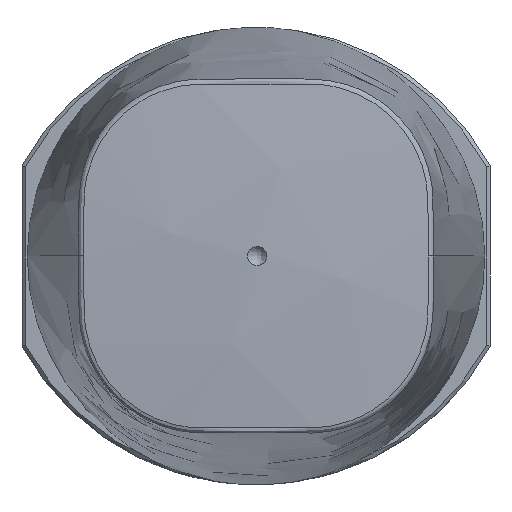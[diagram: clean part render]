
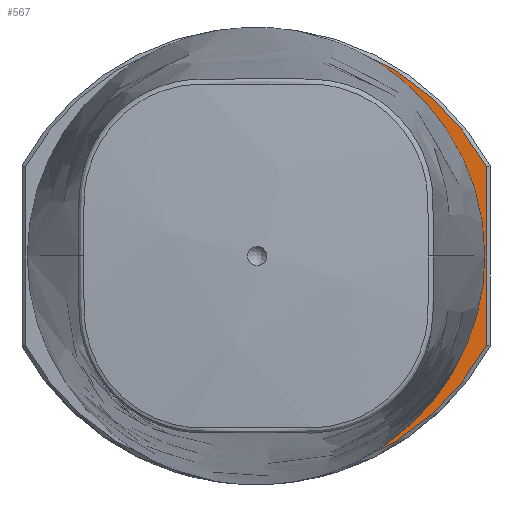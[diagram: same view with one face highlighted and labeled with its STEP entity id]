
A CAD part, front view. The second image highlights one B-rep face of the part: STEP entity #567.
In plain terms, the highlighted planar face has unit normal (0, -1, 0).
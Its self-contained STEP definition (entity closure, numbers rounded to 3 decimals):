
#10 = CARTESIAN_POINT ( 'NONE',  ( 19.129, 6.304, 147.511 ) ) ;
#49 = PLANE ( 'NONE',  #362 ) ;
#84 = CARTESIAN_POINT ( 'NONE',  ( 19.598, 6.304, 148.863 ) ) ;
#362 = AXIS2_PLACEMENT_3D ( 'NONE', #7003, #877, #6237 ) ;
#532 = CARTESIAN_POINT ( 'NONE',  ( 0., 6.304, 158.387 ) ) ;
#567 = ADVANCED_FACE ( 'NONE', ( #7767 ), #49, .T. ) ;
#641 = CARTESIAN_POINT ( 'NONE',  ( 17.559, 6.304, 165.625 ) ) ;
#684 = CARTESIAN_POINT ( 'NONE',  ( 20.27, 6.304, 158.277 ) ) ;
#877 = DIRECTION ( 'NONE',  ( 0., -1., 0. ) ) ;
#1470 = CARTESIAN_POINT ( 'NONE',  ( 16.426, 6.304, 167.446 ) ) ;
#1495 = DIRECTION ( 'NONE',  ( 0., 0., -1. ) ) ;
#1556 = CARTESIAN_POINT ( 'NONE',  ( 20.531, 6.304, 155.917 ) ) ;
#1794 = CARTESIAN_POINT ( 'NONE',  ( 10.763, 6.304, 137.396 ) ) ;
#1906 = CARTESIAN_POINT ( 'NONE',  ( 16.414, 6.304, 142.505 ) ) ;
#1934 = EDGE_LOOP ( 'NONE', ( #5243, #4290, #5720, #7486, #10781 ) ) ;
#2082 = CARTESIAN_POINT ( 'NONE',  ( 20.7, 6.304, 146.983 ) ) ;
#2165 = CARTESIAN_POINT ( 'NONE',  ( 20.7, 6.304, 154.984 ) ) ;
#2203 = VERTEX_POINT ( 'NONE', #2629 ) ;
#2444 = CARTESIAN_POINT ( 'NONE',  ( 17.653, 6.304, 165.469 ) ) ;
#2488 = CARTESIAN_POINT ( 'NONE',  ( 19.755, 6.304, 160.575 ) ) ;
#2629 = CARTESIAN_POINT ( 'NONE',  ( 9.046, 6.304, 136.553 ) ) ;
#2744 = CARTESIAN_POINT ( 'NONE',  ( 19.726, 6.304, 149.291 ) ) ;
#2785 = CARTESIAN_POINT ( 'NONE',  ( 19.676, 6.304, 149.12 ) ) ;
#2822 = AXIS2_PLACEMENT_3D ( 'NONE', #532, #10388, #3296 ) ;
#3285 = CARTESIAN_POINT ( 'NONE',  ( 19.796, 6.304, 160.428 ) ) ;
#3296 = DIRECTION ( 'NONE',  ( 0., 0., -1. ) ) ;
#3373 = CARTESIAN_POINT ( 'NONE',  ( 19.482, 6.304, 161.528 ) ) ;
#3434 = CIRCLE ( 'NONE', #5355, 23.634 ) ;
#3595 = CARTESIAN_POINT ( 'NONE',  ( 19.701, 6.304, 149.206 ) ) ;
#3643 = CARTESIAN_POINT ( 'NONE',  ( 20.7, 6.304, 162.985 ) ) ;
#4088 = DIRECTION ( 'NONE',  ( 0., -1., 0. ) ) ;
#4146 = CARTESIAN_POINT ( 'NONE',  ( 20.039, 6.304, 159.458 ) ) ;
#4187 = CARTESIAN_POINT ( 'NONE',  ( 18.378, 6.304, 164.15 ) ) ;
#4219 = CIRCLE ( 'NONE', #2822, 23.633 ) ;
#4275 = CARTESIAN_POINT ( 'NONE',  ( 18.041, 6.304, 164.788 ) ) ;
#4290 = ORIENTED_EDGE ( 'NONE', *, *, #10580, .F. ) ;
#4458 = CARTESIAN_POINT ( 'NONE',  ( 18.95, 6.304, 147.069 ) ) ;
#4567 = CARTESIAN_POINT ( 'NONE',  ( 17.921, 6.304, 144.922 ) ) ;
#4596 = LINE ( 'NONE', #2165, #7361 ) ;
#4789 = DIRECTION ( 'NONE',  ( 0., 0., 1. ) ) ;
#4900 = VERTEX_POINT ( 'NONE', #11166 ) ;
#4996 = CARTESIAN_POINT ( 'NONE',  ( 19.897, 6.304, 160.047 ) ) ;
#5034 = CARTESIAN_POINT ( 'NONE',  ( 19.985, 6.304, 159.694 ) ) ;
#5070 = CARTESIAN_POINT ( 'NONE',  ( 19.867, 6.304, 160.164 ) ) ;
#5116 = CARTESIAN_POINT ( 'NONE',  ( 20.531, 6.304, 154.984 ) ) ;
#5243 = ORIENTED_EDGE ( 'NONE', *, *, #6629, .T. ) ;
#5306 = CARTESIAN_POINT ( 'NONE',  ( 19.718, 6.304, 149.264 ) ) ;
#5346 = CARTESIAN_POINT ( 'NONE',  ( 20.531, 6.304, 154.984 ) ) ;
#5355 = AXIS2_PLACEMENT_3D ( 'NONE', #6712, #4088, #1495 ) ;
#5458 = CARTESIAN_POINT ( 'NONE',  ( 9.046, 6.304, 136.553 ) ) ;
#5490 = B_SPLINE_CURVE_WITH_KNOTS ( 'NONE', 3,
 ( #5458, #1794, #10755, #7123, #1906, #4567, #10615, #4458, #10, #7086, #7199, #84, #7157, #2785, #3595, #5306, #2744, #8090, #11495, #5346 ),
 .UNSPECIFIED., .F., .F.,
 ( 4, 2, 2, 2, 2, 1, 2, 1, 2, 2, 4 ),
 ( 0., 0.25, 0.5, 0.625, 0.687, 0.719, 0.734, 0.742, 0.746, 0.75, 1. ),
 .UNSPECIFIED. ) ;
#5720 = ORIENTED_EDGE ( 'NONE', *, *, #10865, .F. ) ;
#5932 = CARTESIAN_POINT ( 'NONE',  ( 20.467, 6.304, 156.86 ) ) ;
#6237 = DIRECTION ( 'NONE',  ( -1., 0., 0. ) ) ;
#6629 = EDGE_CURVE ( 'NONE', #9744, #4900, #3434, .T. ) ;
#6712 = CARTESIAN_POINT ( 'NONE',  ( 0., 6.304, 151.581 ) ) ;
#6856 = CARTESIAN_POINT ( 'NONE',  ( 17.463, 6.304, 165.781 ) ) ;
#6939 = CARTESIAN_POINT ( 'NONE',  ( 19.162, 6.304, 162.415 ) ) ;
#7003 = CARTESIAN_POINT ( 'NONE',  ( 17.517, 6.304, 154.984 ) ) ;
#7086 = CARTESIAN_POINT ( 'NONE',  ( 19.373, 6.304, 148.184 ) ) ;
#7123 = CARTESIAN_POINT ( 'NONE',  ( 15.183, 6.304, 141.033 ) ) ;
#7157 = CARTESIAN_POINT ( 'NONE',  ( 19.65, 6.304, 149.035 ) ) ;
#7199 = CARTESIAN_POINT ( 'NONE',  ( 19.49, 6.304, 148.522 ) ) ;
#7324 = VERTEX_POINT ( 'NONE', #2082 ) ;
#7361 = VECTOR ( 'NONE', #4789, 1000. ) ;
#7486 = ORIENTED_EDGE ( 'NONE', *, *, #8644, .T. ) ;
#7760 = CARTESIAN_POINT ( 'NONE',  ( 19.82, 6.304, 160.34 ) ) ;
#7767 = FACE_OUTER_BOUND ( 'NONE', #1934, .T. ) ;
#8090 = CARTESIAN_POINT ( 'NONE',  ( 20.286, 6.304, 151.246 ) ) ;
#8519 = CARTESIAN_POINT ( 'NONE',  ( 15.194, 6.304, 168.923 ) ) ;
#8564 = CARTESIAN_POINT ( 'NONE',  ( 20.531, 6.304, 154.984 ) ) ;
#8634 = CARTESIAN_POINT ( 'NONE',  ( 17.867, 6.304, 165.104 ) ) ;
#8644 = EDGE_CURVE ( 'NONE', #2203, #7324, #4219, .T. ) ;
#8679 = CARTESIAN_POINT ( 'NONE',  ( 18.586, 6.304, 163.72 ) ) ;
#8695 = VERTEX_POINT ( 'NONE', #8564 ) ;
#9408 = CARTESIAN_POINT ( 'NONE',  ( 19.746, 6.304, 160.606 ) ) ;
#9575 = CARTESIAN_POINT ( 'NONE',  ( 10.769, 6.304, 172.569 ) ) ;
#9744 = VERTEX_POINT ( 'NONE', #3643 ) ;
#10293 = CARTESIAN_POINT ( 'NONE',  ( 20.188, 6.304, 158.75 ) ) ;
#10334 = CARTESIAN_POINT ( 'NONE',  ( 12.365, 6.304, 171.485 ) ) ;
#10381 = CARTESIAN_POINT ( 'NONE',  ( 19.771, 6.304, 160.516 ) ) ;
#10388 = DIRECTION ( 'NONE',  ( 0., -1., 0. ) ) ;
#10580 = EDGE_CURVE ( 'NONE', #8695, #4900, #10607, .T. ) ;
#10607 = B_SPLINE_CURVE_WITH_KNOTS ( 'NONE', 3,
 ( #5116, #1556, #5932, #684, #10293, #4146, #5034, #4996, #5070, #7760, #3285, #10381, #2488, #9408, #3373, #6939, #8679, #4187, #4275, #8634, #2444, #641, #11269, #6856, #1470, #8519, #10334, #9575, #11228 ),
 .UNSPECIFIED., .F., .F.,
 ( 4, 2, 2, 2, 2, 1, 2, 2, 2, 2, 1, 1, 2, 2, 2, 4 ),
 ( 0., 0.125, 0.187, 0.219, 0.234, 0.242, 0.246, 0.25, 0.375, 0.437, 0.469, 0.484, 0.492, 0.5, 0.75, 1. ),
 .UNSPECIFIED. ) ;
#10615 = CARTESIAN_POINT ( 'NONE',  ( 18.369, 6.304, 145.764 ) ) ;
#10755 = CARTESIAN_POINT ( 'NONE',  ( 12.357, 6.304, 138.478 ) ) ;
#10781 = ORIENTED_EDGE ( 'NONE', *, *, #11163, .T. ) ;
#10865 = EDGE_CURVE ( 'NONE', #2203, #8695, #5490, .T. ) ;
#11163 = EDGE_CURVE ( 'NONE', #7324, #9744, #4596, .T. ) ;
#11166 = CARTESIAN_POINT ( 'NONE',  ( 9.051, 6.304, 173.412 ) ) ;
#11228 = CARTESIAN_POINT ( 'NONE',  ( 9.051, 6.304, 173.412 ) ) ;
#11269 = CARTESIAN_POINT ( 'NONE',  ( 17.495, 6.304, 165.728 ) ) ;
#11495 = CARTESIAN_POINT ( 'NONE',  ( 20.531, 6.304, 153.162 ) ) ;
